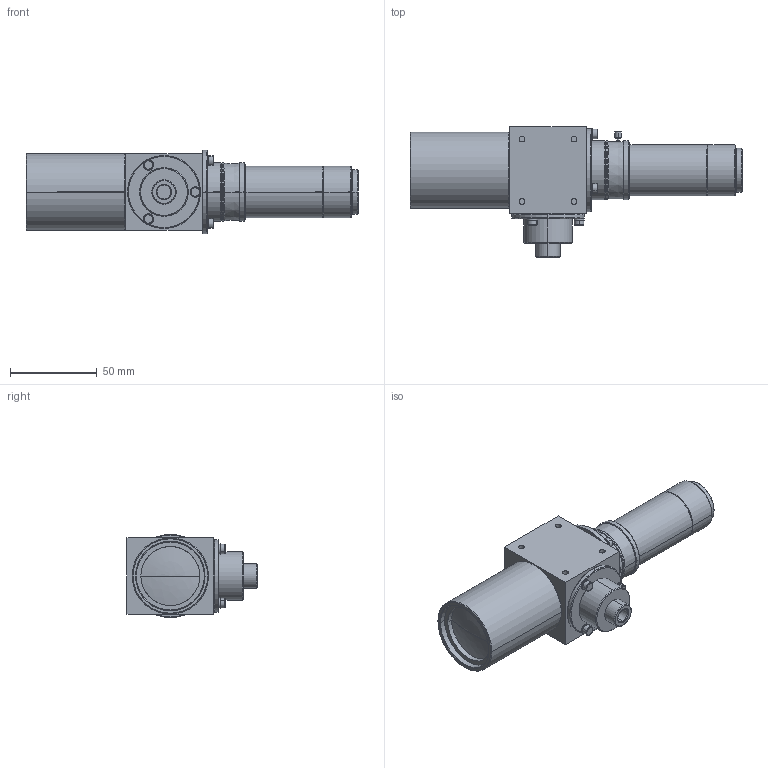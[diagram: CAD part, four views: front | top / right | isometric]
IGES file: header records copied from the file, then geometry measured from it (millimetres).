
Start section: SolidWorks IGES file using analytic representation for surfaces
Global section: file name: TCL0400-F 3D.IGS; native system: SolidWorks 2016; preprocessor: SolidWorks 2016; author: 20H株式会社オプトアート; date: 161212.162742; units: millimetre
Bounding box: 191.52 x 75 x 48 mm (x, y, z)
Surface area: 48845 mm2 (no closed solid volume)
Topology: 0 solids, 0 shells, 228 faces, 4531 edges, 4530 vertices
Faces by surface type: revolution 166, bspline 62
